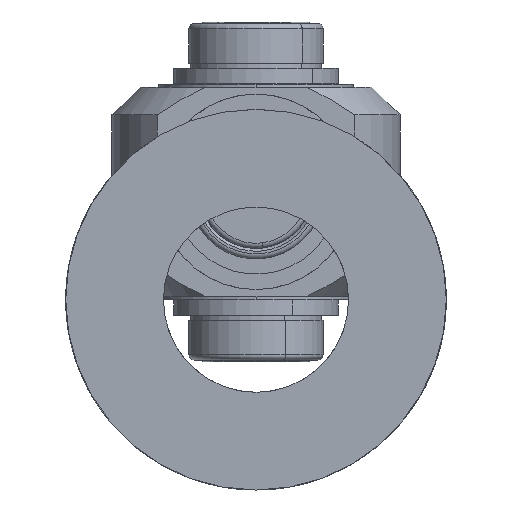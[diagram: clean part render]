
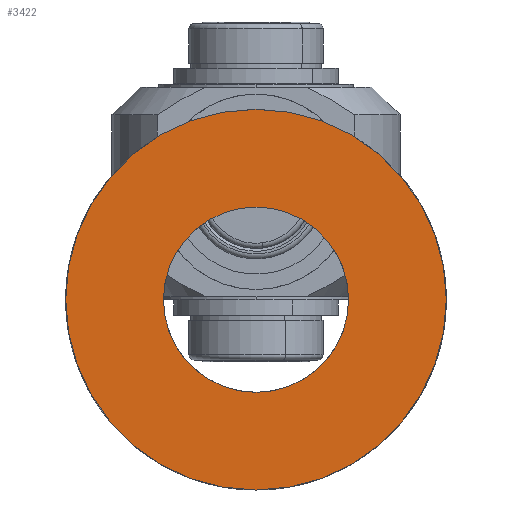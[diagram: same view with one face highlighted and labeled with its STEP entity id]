
A CAD part, left-side view. The second image highlights one B-rep face of the part: STEP entity #3422.
In plain terms, the highlighted face is planar.
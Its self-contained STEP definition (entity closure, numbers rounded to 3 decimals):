
#543=PLANE('',#6210);
#1117=VERTEX_POINT('',#5274);
#1149=VERTEX_POINT('',#5529);
#1407=CIRCLE('',#6188,0.9);
#1413=CIRCLE('',#6209,1.85);
#1769=EDGE_CURVE('',#1117,#1117,#1407,.T.);
#1815=EDGE_CURVE('',#1149,#1149,#1413,.T.);
#2651=ORIENTED_EDGE('',*,*,#1769,.T.);
#2652=ORIENTED_EDGE('',*,*,#1815,.F.);
#2965=EDGE_LOOP('',(#2651));
#2966=EDGE_LOOP('',(#2652));
#3211=FACE_BOUND('',#2965,.T.);
#3212=FACE_BOUND('',#2966,.T.);
#3422=ADVANCED_FACE('',(#3211,#3212),#543,.T.);
#4311=DIRECTION('',(0.,0.,-1.));
#4312=DIRECTION('',(0.9,0.,0.));
#4365=DIRECTION('',(0.,0.,-1.));
#4366=DIRECTION('',(1.85,0.,0.));
#4367=DIRECTION('',(0.,0.,1.));
#5273=CARTESIAN_POINT('',(0.,0.,3.6));
#5274=CARTESIAN_POINT('',(-0.9,0.,3.6));
#5528=CARTESIAN_POINT('',(0.,0.,3.6));
#5529=CARTESIAN_POINT('',(1.85,0.,3.6));
#5530=CARTESIAN_POINT('',(0.,0.,3.6));
#6188=AXIS2_PLACEMENT_3D('',#5273,#4311,#4312);
#6209=AXIS2_PLACEMENT_3D('',#5528,#4365,#4366);
#6210=AXIS2_PLACEMENT_3D('',#5530,#4367,$);
